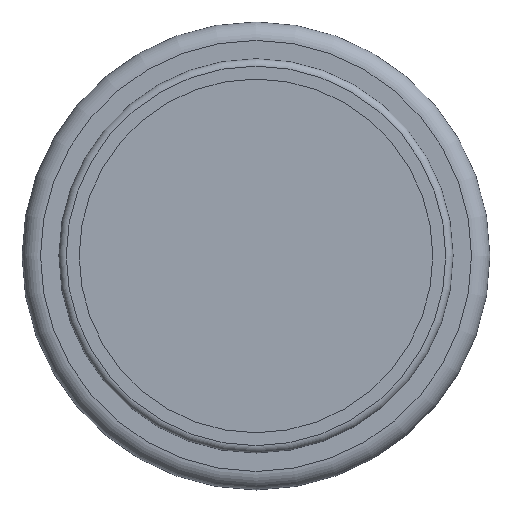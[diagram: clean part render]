
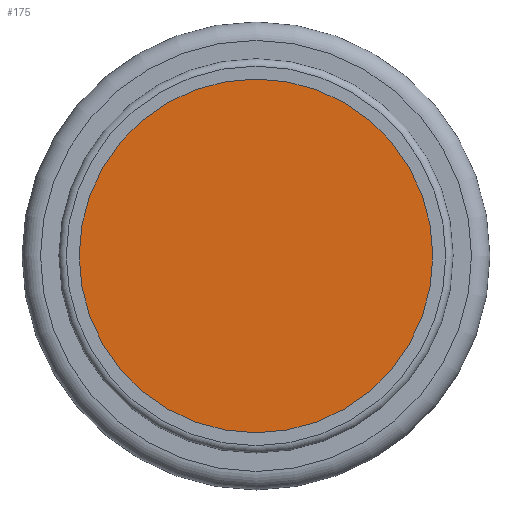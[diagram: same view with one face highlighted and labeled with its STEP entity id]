
A CAD part, top view. The second image highlights one B-rep face of the part: STEP entity #175.
In plain terms, the highlighted planar face has unit normal (0, 0, 1).
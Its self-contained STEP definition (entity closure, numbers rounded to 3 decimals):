
#37=PLANE('',#230);
#52=FACE_OUTER_BOUND('',#67,.T.);
#67=EDGE_LOOP('',(#159));
#90=CIRCLE('',#228,4.8);
#102=VERTEX_POINT('',#344);
#120=EDGE_CURVE('',#102,#102,#90,.T.);
#159=ORIENTED_EDGE('',*,*,#120,.T.);
#175=ADVANCED_FACE('',(#52),#37,.T.);
#228=AXIS2_PLACEMENT_3D('',#345,#290,#291);
#230=AXIS2_PLACEMENT_3D('',#349,#295,#296);
#290=DIRECTION('center_axis',(0.,0.,1.));
#291=DIRECTION('ref_axis',(1.,0.,0.));
#295=DIRECTION('center_axis',(0.,0.,1.));
#296=DIRECTION('ref_axis',(1.,0.,0.));
#344=CARTESIAN_POINT('',(-4.8,0.,2.9));
#345=CARTESIAN_POINT('Origin',(0.,0.,2.9));
#349=CARTESIAN_POINT('Origin',(0.,0.,2.9));
